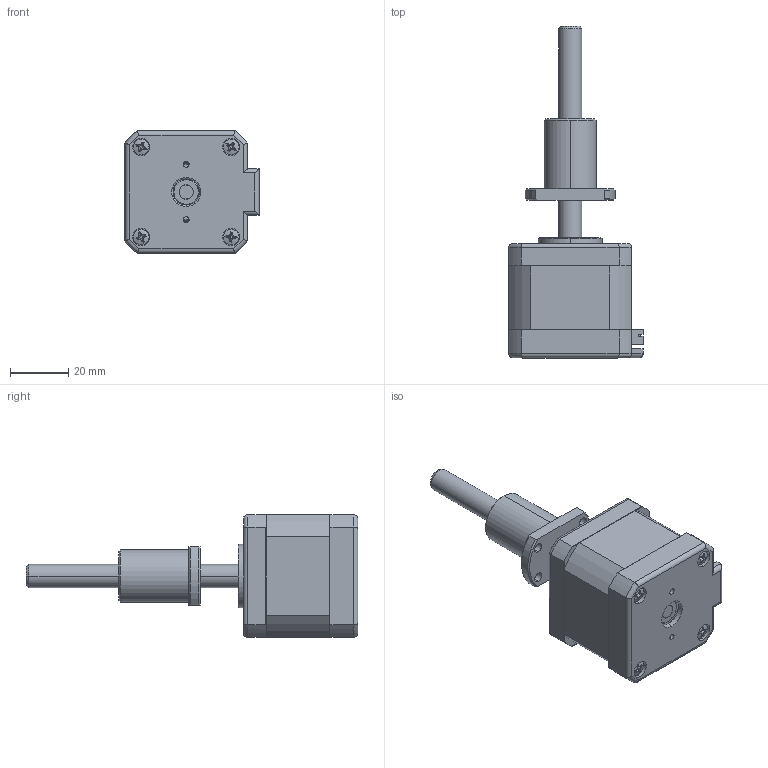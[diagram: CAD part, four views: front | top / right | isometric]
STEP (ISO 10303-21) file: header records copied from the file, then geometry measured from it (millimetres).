
FILE_DESCRIPTION (( 'STEP AP214' ), '1' );
FILE_NAME ('BE172S-B0808-75-FF1-0-200.STEP', '2023-12-04T08:02:06', ( '' ), ( '' ), 'SwSTEP 2.0', 'SolidWorks 2018', '' );
FILE_SCHEMA (( 'AUTOMOTIVE_DESIGN' ));
Length unit declared in the file: millimetre
Products named in the file (1): BE172S-B0808-75-FF1-0-200
Bounding box: 46.2 x 114.3 x 42.2 mm (x, y, z)
Volume: 68680.5 mm3; surface area: 30841 mm2
Topology: 7 solids, 9 shells, 715 faces, 1850 edges, 1196 vertices
Faces by surface type: plane 349, cylinder 234, cone 76, torus 36, bspline 12, sphere 8
Entity records: 42975 total; most frequent: CARTESIAN_POINT 17666, ORIENTED_EDGE 3700, DIRECTION 3520, EDGE_CURVE 1850, AXIS2_PLACEMENT_3D 1242, VERTEX_POINT 1196, VECTOR 1036, LINE 1036
